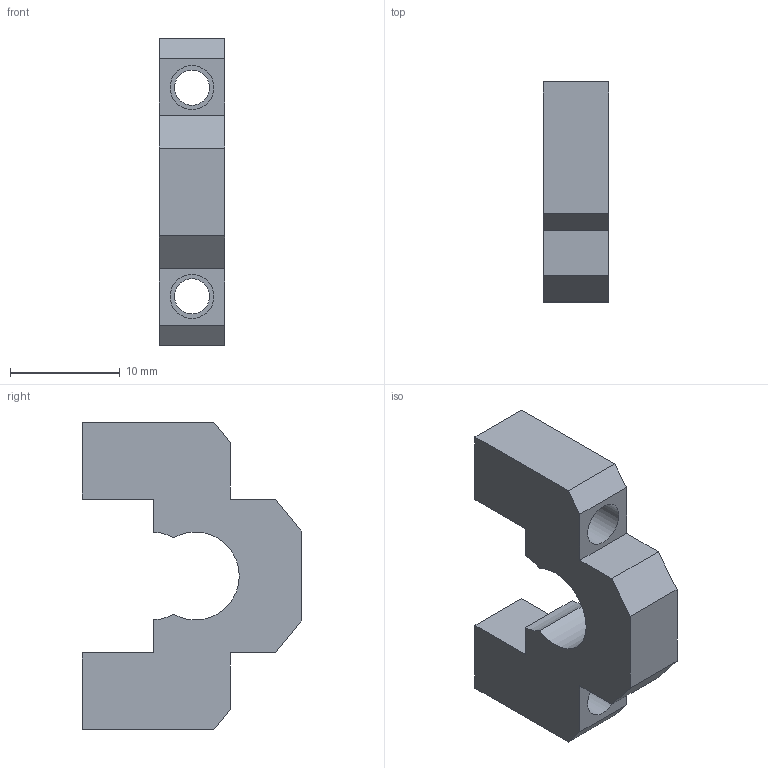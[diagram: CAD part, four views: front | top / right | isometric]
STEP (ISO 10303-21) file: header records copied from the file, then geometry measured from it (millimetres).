
FILE_DESCRIPTION(/* description */ (''),/* implementation_level */ '2;1');
FILE_NAME(/* name */ 'y_endstop_holder.step',/* time_stamp */ '2022-06-08T09:15:26+02:00',/* author */ (''),/* organization */ (''),/* preprocessor_version */ 'ST-DEVELOPER v18.1',/* originating_system */ 'Autodesk Translation Framework v10.14.0.1471',/* authorisation */ '');
FILE_SCHEMA (('AUTOMOTIVE_DESIGN { 1 0 10303 214 3 1 1 }'));
Length unit declared in the file: millimetre
Products named in the file (1): y_endstop_holder
Bounding box: 6 x 20 x 28 mm (x, y, z)
Volume: 1602.6 mm3; surface area: 1601.1 mm2
Topology: 1 solids, 1 shells, 28 faces, 72 edges, 48 vertices
Faces by surface type: plane 21, cylinder 7
Full cylindrical faces by diameter (mm): 3.2 x2, 4 x2
Entity records: 891 total; most frequent: CARTESIAN_POINT 149, ORIENTED_EDGE 144, DIRECTION 144, EDGE_CURVE 72, LINE 58, VECTOR 58, VERTEX_POINT 48, AXIS2_PLACEMENT_3D 43
